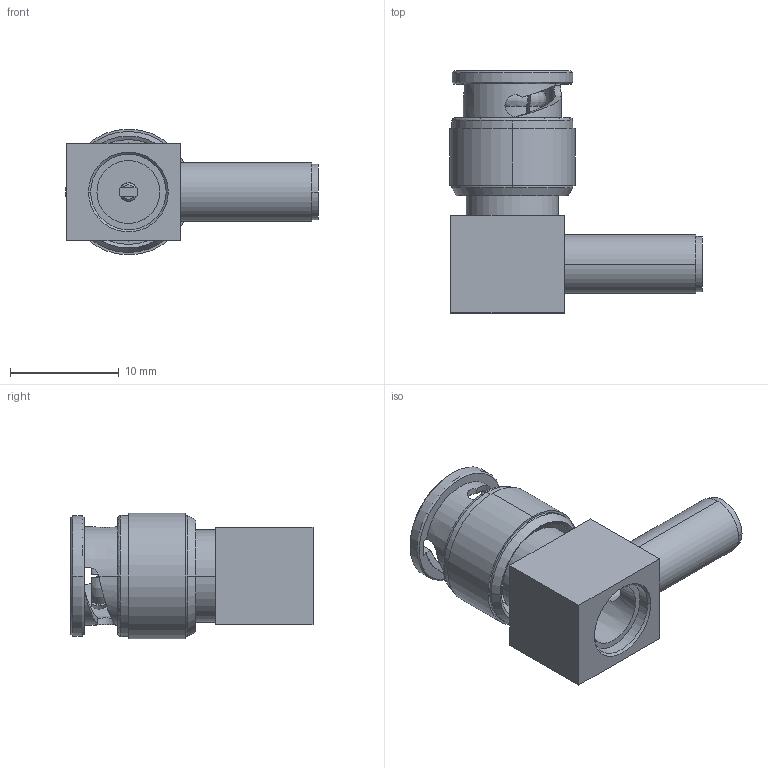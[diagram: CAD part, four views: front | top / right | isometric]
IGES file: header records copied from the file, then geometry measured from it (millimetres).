
Start section:  PTC IGES file: 031-70333.igs
Global section: file name: 031-70333.igs; native system: Pro/ENGINEER by Parametric Technology Corporation; preprocessor: 2008010; author: rkarthik; organization: Unknown; date: 20100623.105011; units: inch
Bounding box: 23.3 x 22.3 x 11.58 mm (x, y, z)
Surface area: 2100.5 mm2 (no closed solid volume)
Topology: 0 solids, 0 shells, 122 faces, 638 edges, 638 vertices
Faces by surface type: revolution 75, bspline 47
